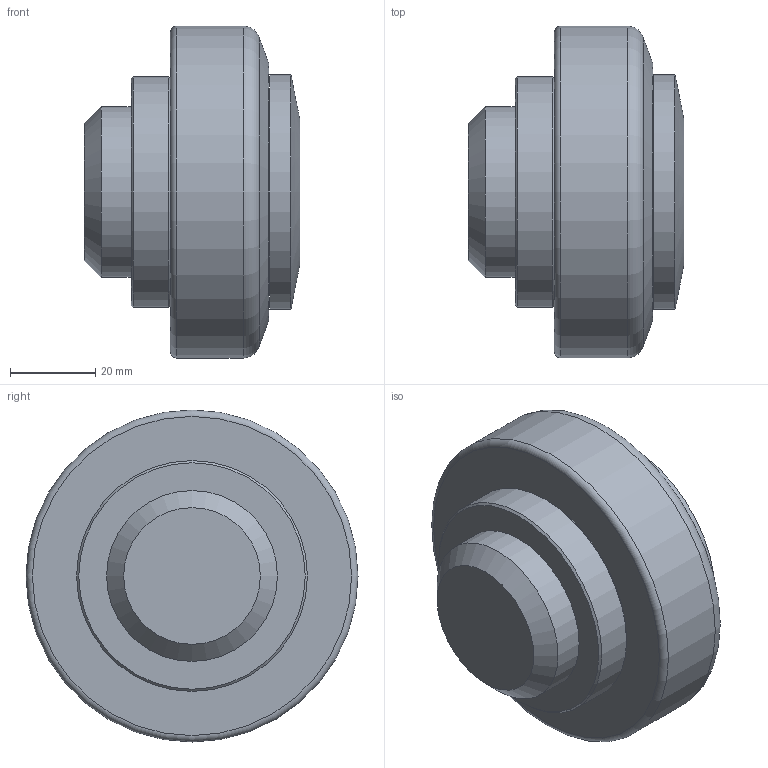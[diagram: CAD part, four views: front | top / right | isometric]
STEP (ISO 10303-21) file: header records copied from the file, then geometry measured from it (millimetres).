
FILE_DESCRIPTION(/* description */ ('Tigerrolle Edelstahl'),/* implementation_level */ '2;1');
FILE_NAME(/* name */ 'TR 080.0390.stp',/* time_stamp */ '2022-08-08T07:39:16+02:00',/* author */ ('seider'),/* organization */ ('Alfatec'),/* preprocessor_version */ 'ST-DEVELOPER v18.1',/* originating_system */ 'Autodesk Inventor 2020',/* authorisation */ '');
FILE_SCHEMA (('AUTOMOTIVE_DESIGN { 1 0 10303 214 3 1 1 }'));
Length unit declared in the file: millimetre
Products named in the file (1): TR 080.0390
Bounding box: 50.5 x 77.7 x 77.7 mm (x, y, z)
Volume: 154793.5 mm3; surface area: 19262.5 mm2
Topology: 1 solids, 1 shells, 18 faces, 49 edges, 37 vertices
Faces by surface type: plane 6, cone 6, cylinder 4, torus 2
Full cylindrical faces by diameter (mm): 40 x1, 54 x1, 55 x1, 77.7 x1
Entity records: 689 total; most frequent: DIRECTION 126, CARTESIAN_POINT 105, ORIENTED_EDGE 98, AXIS2_PLACEMENT_3D 58, EDGE_CURVE 49, CIRCLE 39, VERTEX_POINT 37, EDGE_LOOP 22
